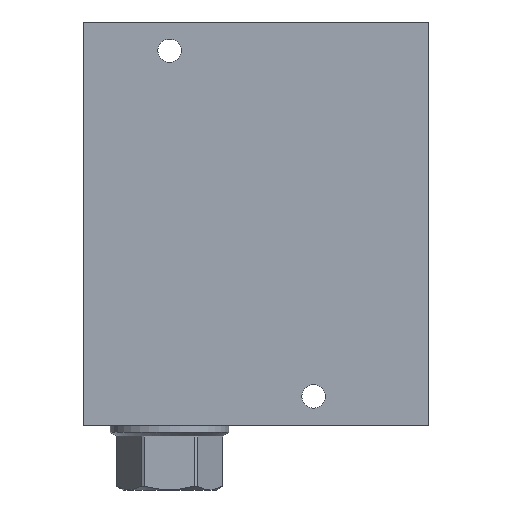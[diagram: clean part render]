
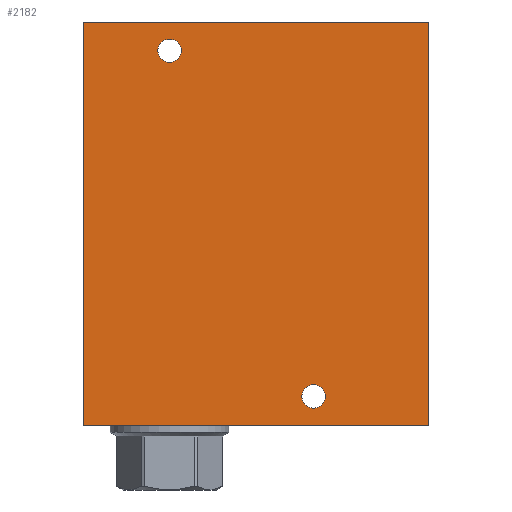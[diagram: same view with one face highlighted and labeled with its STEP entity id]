
A CAD part, front view. The second image highlights one B-rep face of the part: STEP entity #2182.
In plain terms, the highlighted planar face has unit normal (0, -1, 0).
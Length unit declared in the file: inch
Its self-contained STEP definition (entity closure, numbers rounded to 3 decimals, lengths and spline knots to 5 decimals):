
#5=DIRECTION('',(1.,0.,0.));
#6=VECTOR('',#5,6.);
#7=CARTESIAN_POINT('',(0.,-3.,0.));
#8=LINE('',#7,#6);
#75=DIRECTION('',(0.,0.,1.));
#76=VECTOR('',#75,7.);
#77=CARTESIAN_POINT('',(6.,-3.,0.));
#78=LINE('',#77,#76);
#99=DIRECTION('',(0.,0.,1.));
#100=VECTOR('',#99,7.);
#101=CARTESIAN_POINT('',(0.,-3.,0.));
#102=LINE('',#101,#100);
#103=CARTESIAN_POINT('',(1.5,-3.,6.5));
#104=DIRECTION('',(0.,-1.,0.));
#105=DIRECTION('',(-1.,0.,0.));
#106=AXIS2_PLACEMENT_3D('',#103,#104,#105);
#108=CARTESIAN_POINT('',(1.5,-3.,6.5));
#109=DIRECTION('',(0.,-1.,0.));
#110=DIRECTION('',(1.,0.,0.));
#111=AXIS2_PLACEMENT_3D('',#108,#109,#110);
#113=CARTESIAN_POINT('',(4.,-3.,0.5));
#114=DIRECTION('',(0.,-1.,0.));
#115=DIRECTION('',(-1.,0.,0.));
#116=AXIS2_PLACEMENT_3D('',#113,#114,#115);
#118=CARTESIAN_POINT('',(4.,-3.,0.5));
#119=DIRECTION('',(0.,-1.,0.));
#120=DIRECTION('',(1.,0.,0.));
#121=AXIS2_PLACEMENT_3D('',#118,#119,#120);
#135=DIRECTION('',(1.,0.,0.));
#136=VECTOR('',#135,6.);
#137=CARTESIAN_POINT('',(0.,-3.,7.));
#138=LINE('',#137,#136);
#1791=CARTESIAN_POINT('',(0.,-3.,0.));
#1793=VERTEX_POINT('',#1791);
#1794=CARTESIAN_POINT('',(6.,-3.,0.));
#1795=VERTEX_POINT('',#1794);
#1799=CARTESIAN_POINT('',(0.,-3.,7.));
#1801=VERTEX_POINT('',#1799);
#1802=CARTESIAN_POINT('',(6.,-3.,7.));
#1803=VERTEX_POINT('',#1802);
#1948=CARTESIAN_POINT('',(1.297,-3.,6.5));
#1949=CARTESIAN_POINT('',(1.703,-3.,6.5));
#1950=VERTEX_POINT('',#1948);
#1951=VERTEX_POINT('',#1949);
#1956=CARTESIAN_POINT('',(3.797,-3.,0.5));
#1957=CARTESIAN_POINT('',(4.203,-3.,0.5));
#1958=VERTEX_POINT('',#1956);
#1959=VERTEX_POINT('',#1957);
#2158=CARTESIAN_POINT('',(0.,-3.,0.));
#2159=DIRECTION('',(0.,-1.,0.));
#2160=DIRECTION('',(1.,0.,0.));
#2161=AXIS2_PLACEMENT_3D('',#2158,#2159,#2160);
#2162=PLANE('',#2161);
#2163=ORIENTED_EDGE('',*,*,#2064,.F.);
#2164=ORIENTED_EDGE('',*,*,#2089,.T.);
#2166=ORIENTED_EDGE('',*,*,#2165,.T.);
#2167=ORIENTED_EDGE('',*,*,#2138,.F.);
#2168=EDGE_LOOP('',(#2163,#2164,#2166,#2167));
#2169=FACE_OUTER_BOUND('',#2168,.F.);
#2171=ORIENTED_EDGE('',*,*,#2170,.T.);
#2173=ORIENTED_EDGE('',*,*,#2172,.T.);
#2174=EDGE_LOOP('',(#2171,#2173));
#2175=FACE_BOUND('',#2174,.F.);
#2177=ORIENTED_EDGE('',*,*,#2176,.T.);
#2179=ORIENTED_EDGE('',*,*,#2178,.T.);
#2180=EDGE_LOOP('',(#2177,#2179));
#2181=FACE_BOUND('',#2180,.F.);
#2182=ADVANCED_FACE('',(#2169,#2175,#2181),#2162,.T.);
#107=CIRCLE('',#106,0.203);
#112=CIRCLE('',#111,0.203);
#117=CIRCLE('',#116,0.203);
#122=CIRCLE('',#121,0.203);
#2064=EDGE_CURVE('',#1793,#1795,#8,.T.);
#2089=EDGE_CURVE('',#1793,#1801,#102,.T.);
#2138=EDGE_CURVE('',#1795,#1803,#78,.T.);
#2165=EDGE_CURVE('',#1801,#1803,#138,.T.);
#2170=EDGE_CURVE('',#1950,#1951,#107,.T.);
#2172=EDGE_CURVE('',#1951,#1950,#112,.T.);
#2176=EDGE_CURVE('',#1958,#1959,#117,.T.);
#2178=EDGE_CURVE('',#1959,#1958,#122,.T.);
